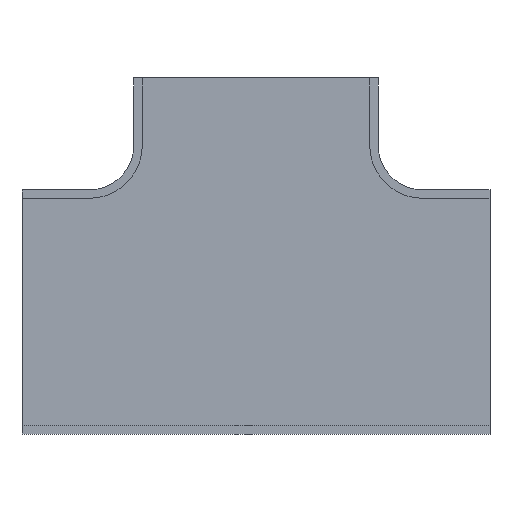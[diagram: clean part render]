
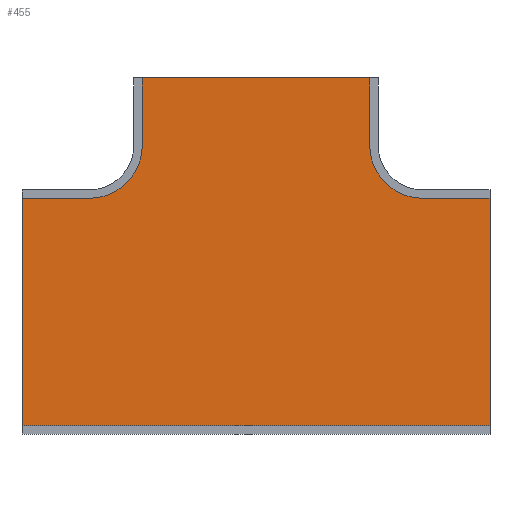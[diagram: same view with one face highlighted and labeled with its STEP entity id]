
A CAD part, front view. The second image highlights one B-rep face of the part: STEP entity #455.
In plain terms, the highlighted planar face has unit normal (0, -1, 0).
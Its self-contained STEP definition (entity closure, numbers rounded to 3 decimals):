
#25 = EDGE_CURVE ( 'NONE', #145, #174, #105, .T. ) ;
#42 = VERTEX_POINT ( 'NONE', #450 ) ;
#63 = EDGE_CURVE ( 'NONE', #384, #624, #451, .T. ) ;
#64 = CIRCLE ( 'NONE', #220, 9.5 ) ;
#103 = CARTESIAN_POINT ( 'NONE',  ( -29.8, 25.5, 8.187 ) ) ;
#105 = LINE ( 'NONE', #498, #243 ) ;
#106 = FACE_OUTER_BOUND ( 'NONE', #722, .T. ) ;
#110 = CARTESIAN_POINT ( 'NONE',  ( -20.3, 25.5, 29.687 ) ) ;
#112 = EDGE_CURVE ( 'NONE', #42, #421, #647, .T. ) ;
#128 = ORIENTED_EDGE ( 'NONE', *, *, #112, .F. ) ;
#131 = AXIS2_PLACEMENT_3D ( 'NONE', #209, #207, #205 ) ;
#145 = VERTEX_POINT ( 'NONE', #242 ) ;
#152 = EDGE_CURVE ( 'NONE', #156, #384, #245, .T. ) ;
#156 = VERTEX_POINT ( 'NONE', #231 ) ;
#159 = CARTESIAN_POINT ( 'NONE',  ( -21.8, 25.5, 29.687 ) ) ;
#167 = VERTEX_POINT ( 'NONE', #181 ) ;
#174 = VERTEX_POINT ( 'NONE', #103 ) ;
#181 = CARTESIAN_POINT ( 'NONE',  ( -41.8, 25.5, -32.413 ) ) ;
#191 = ORIENTED_EDGE ( 'NONE', *, *, #210, .F. ) ;
#199 = LINE ( 'NONE', #110, #218 ) ;
#202 = DIRECTION ( 'NONE',  ( 0., 0., 1. ) ) ;
#203 = AXIS2_PLACEMENT_3D ( 'NONE', #477, #458, #457 ) ;
#204 = CARTESIAN_POINT ( 'NONE',  ( -41.8, 25.5, 9.687 ) ) ;
#205 = DIRECTION ( 'NONE',  ( 0., 0., 1. ) ) ;
#207 = DIRECTION ( 'NONE',  ( 0., -1., 0. ) ) ;
#209 = CARTESIAN_POINT ( 'NONE',  ( 29.8, 25.5, 17.687 ) ) ;
#210 = EDGE_CURVE ( 'NONE', #430, #156, #199, .T. ) ;
#218 = VECTOR ( 'NONE', #643, 1000. ) ;
#219 = ORIENTED_EDGE ( 'NONE', *, *, #461, .F. ) ;
#220 = AXIS2_PLACEMENT_3D ( 'NONE', #436, #433, #431 ) ;
#231 = CARTESIAN_POINT ( 'NONE',  ( -20.3, 25.5, 29.687 ) ) ;
#238 = DIRECTION ( 'NONE',  ( -1., 0., 0. ) ) ;
#242 = CARTESIAN_POINT ( 'NONE',  ( -41.8, 25.5, 8.187 ) ) ;
#243 = VECTOR ( 'NONE', #535, 1000. ) ;
#245 = LINE ( 'NONE', #159, #625 ) ;
#262 = CARTESIAN_POINT ( 'NONE',  ( 20.3, 25.5, 17.687 ) ) ;
#276 = ORIENTED_EDGE ( 'NONE', *, *, #628, .F. ) ;
#280 = CARTESIAN_POINT ( 'NONE',  ( -41.8, 25.5, -32.413 ) ) ;
#303 = DIRECTION ( 'NONE',  ( 1., 0., 0. ) ) ;
#358 = CARTESIAN_POINT ( 'NONE',  ( 41.8, 25.5, -32.413 ) ) ;
#366 = CARTESIAN_POINT ( 'NONE',  ( 29.8, 25.5, 8.187 ) ) ;
#373 = DIRECTION ( 'NONE',  ( 1., 0., 0. ) ) ;
#384 = VERTEX_POINT ( 'NONE', #634 ) ;
#391 = CARTESIAN_POINT ( 'NONE',  ( 20.3, 25.5, 29.687 ) ) ;
#396 = DIRECTION ( 'NONE',  ( 0., 0., -1. ) ) ;
#412 = ORIENTED_EDGE ( 'NONE', *, *, #63, .F. ) ;
#421 = VERTEX_POINT ( 'NONE', #515 ) ;
#430 = VERTEX_POINT ( 'NONE', #510 ) ;
#431 = DIRECTION ( 'NONE',  ( 0., 0., 1. ) ) ;
#433 = DIRECTION ( 'NONE',  ( 0., -1., 0. ) ) ;
#436 = CARTESIAN_POINT ( 'NONE',  ( -29.8, 25.5, 17.687 ) ) ;
#440 = CARTESIAN_POINT ( 'NONE',  ( 41.8, 25.5, 9.687 ) ) ;
#447 = DIRECTION ( 'NONE',  ( 0., 0., -1. ) ) ;
#450 = CARTESIAN_POINT ( 'NONE',  ( 29.8, 25.5, 8.187 ) ) ;
#451 = LINE ( 'NONE', #391, #511 ) ;
#455 = ADVANCED_FACE ( 'NONE', ( #106 ), #483, .F. ) ;
#457 = DIRECTION ( 'NONE',  ( 0., 0., 1. ) ) ;
#458 = DIRECTION ( 'NONE',  ( 0., 1., 0. ) ) ;
#461 = EDGE_CURVE ( 'NONE', #174, #430, #64, .T. ) ;
#463 = EDGE_CURVE ( 'NONE', #421, #526, #719, .T. ) ;
#477 = CARTESIAN_POINT ( 'NONE',  ( -29.8, 25.5, 17.687 ) ) ;
#483 = PLANE ( 'NONE',  #203 ) ;
#498 = CARTESIAN_POINT ( 'NONE',  ( -29.8, 25.5, 8.187 ) ) ;
#500 = ORIENTED_EDGE ( 'NONE', *, *, #638, .F. ) ;
#505 = VECTOR ( 'NONE', #202, 1000. ) ;
#510 = CARTESIAN_POINT ( 'NONE',  ( -20.3, 25.5, 17.687 ) ) ;
#511 = VECTOR ( 'NONE', #396, 1000. ) ;
#515 = CARTESIAN_POINT ( 'NONE',  ( 41.8, 25.5, 8.187 ) ) ;
#526 = VERTEX_POINT ( 'NONE', #358 ) ;
#535 = DIRECTION ( 'NONE',  ( 1., 0., 0. ) ) ;
#542 = LINE ( 'NONE', #204, #505 ) ;
#543 = VECTOR ( 'NONE', #238, 1000. ) ;
#563 = LINE ( 'NONE', #280, #543 ) ;
#574 = VECTOR ( 'NONE', #373, 1000. ) ;
#593 = EDGE_CURVE ( 'NONE', #526, #167, #563, .T. ) ;
#624 = VERTEX_POINT ( 'NONE', #262 ) ;
#625 = VECTOR ( 'NONE', #303, 1000. ) ;
#628 = EDGE_CURVE ( 'NONE', #624, #42, #629, .T. ) ;
#629 = CIRCLE ( 'NONE', #131, 9.5 ) ;
#630 = VECTOR ( 'NONE', #447, 1000. ) ;
#634 = CARTESIAN_POINT ( 'NONE',  ( 20.3, 25.5, 29.687 ) ) ;
#638 = EDGE_CURVE ( 'NONE', #167, #145, #542, .T. ) ;
#642 = ORIENTED_EDGE ( 'NONE', *, *, #25, .F. ) ;
#643 = DIRECTION ( 'NONE',  ( 0., 0., 1. ) ) ;
#647 = LINE ( 'NONE', #366, #574 ) ;
#673 = ORIENTED_EDGE ( 'NONE', *, *, #463, .F. ) ;
#686 = ORIENTED_EDGE ( 'NONE', *, *, #152, .F. ) ;
#710 = ORIENTED_EDGE ( 'NONE', *, *, #593, .F. ) ;
#719 = LINE ( 'NONE', #440, #630 ) ;
#722 = EDGE_LOOP ( 'NONE', ( #673, #128, #276, #412, #686, #191, #219, #642, #500, #710 ) ) ;
